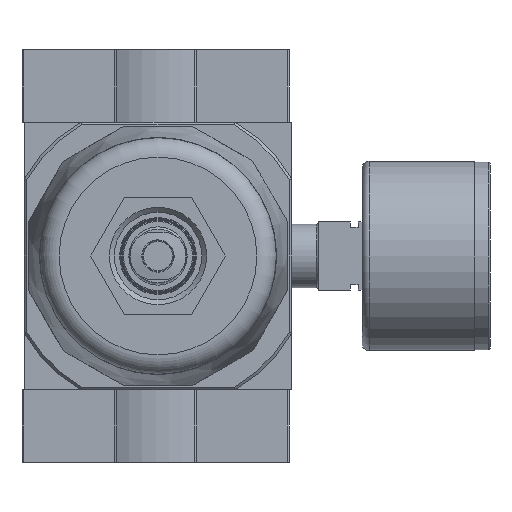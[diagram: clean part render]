
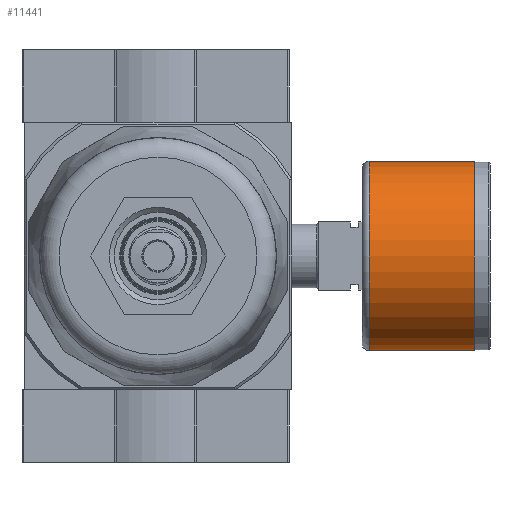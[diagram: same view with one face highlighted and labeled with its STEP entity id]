
A CAD part, front view. The second image highlights one B-rep face of the part: STEP entity #11441.
In plain terms, the highlighted cylindrical face has radius 19.5 mm (diameter 39 mm), a full revolution.
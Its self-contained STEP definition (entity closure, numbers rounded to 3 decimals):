
#1839=CIRCLE('',#12316,19.5);
#1840=CIRCLE('',#12318,19.5);
#3684=ORIENTED_EDGE('',*,*,#5401,.F.);
#3685=ORIENTED_EDGE('',*,*,#5402,.T.);
#5401=EDGE_CURVE('',#6403,#6403,#1839,.T.);
#5402=EDGE_CURVE('',#6404,#6404,#1840,.T.);
#6403=VERTEX_POINT('',#18060);
#6404=VERTEX_POINT('',#18063);
#7366=EDGE_LOOP('',(#3684));
#7367=EDGE_LOOP('',(#3685));
#8112=FACE_BOUND('',#7366,.T.);
#8113=FACE_BOUND('',#7367,.T.);
#8521=CYLINDRICAL_SURFACE('',#12317,19.5);
#11441=ADVANCED_FACE('',(#8112,#8113),#8521,.T.);
#12316=AXIS2_PLACEMENT_3D('',#18059,#14311,#14312);
#12317=AXIS2_PLACEMENT_3D('',#18061,#14313,#14314);
#12318=AXIS2_PLACEMENT_3D('',#18062,#14315,#14316);
#14311=DIRECTION('',(1.,0.,0.));
#14312=DIRECTION('',(0.,0.,-1.));
#14313=DIRECTION('',(1.,0.,0.));
#14314=DIRECTION('',(0.,0.,-1.));
#14315=DIRECTION('',(1.,0.,0.));
#14316=DIRECTION('',(0.,0.,-1.));
#18059=CARTESIAN_POINT('',(-3.2,0.,0.));
#18060=CARTESIAN_POINT('',(-3.2,0.,-19.5));
#18061=CARTESIAN_POINT('',(0.,0.,0.));
#18062=CARTESIAN_POINT('',(-24.85,0.,0.));
#18063=CARTESIAN_POINT('',(-24.85,0.,-19.5));
